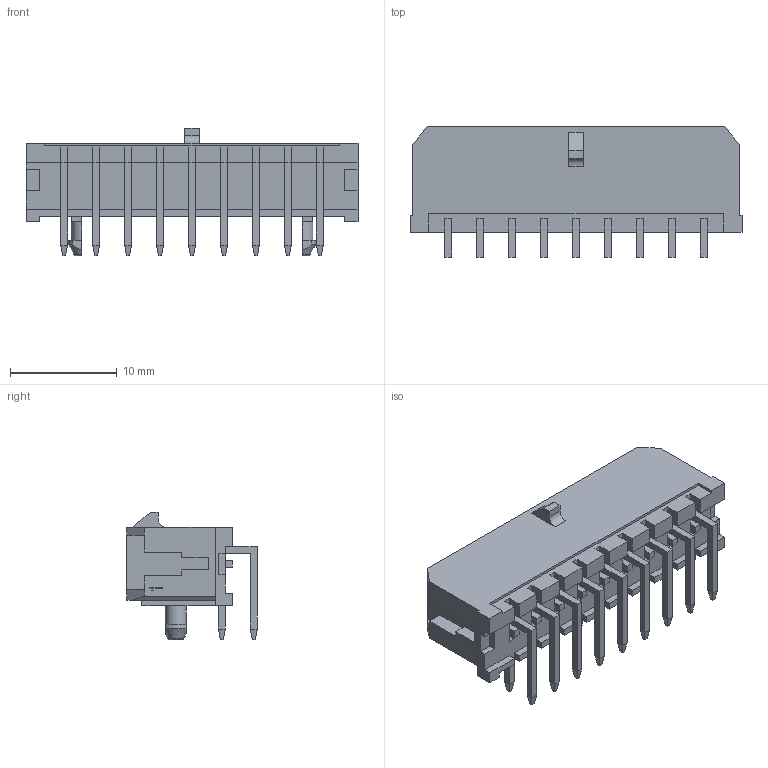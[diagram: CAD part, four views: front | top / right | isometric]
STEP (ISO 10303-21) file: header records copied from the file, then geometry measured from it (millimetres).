
FILE_DESCRIPTION(('FreeCAD Model'),'2;1');
FILE_NAME('Open CASCADE Shape Model','2022-02-13T17:56:23',( 'kicad StepUp'),('ksu MCAD'),'Open CASCADE STEP processor 7.5', 'FreeCAD','Unknown');
FILE_SCHEMA(('AUTOMOTIVE_DESIGN { 1 0 10303 214 1 1 1 1 }'));
Length unit declared in the file: millimetre
Products named in the file (1): Molex_Micro-Fit_3.0_43045-1800_2x09_P3.00mm_Horizontal
Bounding box: 31.15 x 12.24 x 11.95 mm (x, y, z)
Volume: 1265 mm3; surface area: 3040.7 mm2
Topology: 1 solids, 1 shells, 741 faces, 1862 edges, 1163 vertices
Faces by surface type: plane 732, cylinder 5, cone 2, torus 2
Entity records: 26643 total; most frequent: CARTESIAN_POINT 3811, ORIENTED_EDGE 3724, DIRECTION 3362, EDGE_CURVE 1862, LINE 1838, VECTOR 1838, VERTEX_POINT 1163, FACE_BOUND 781
